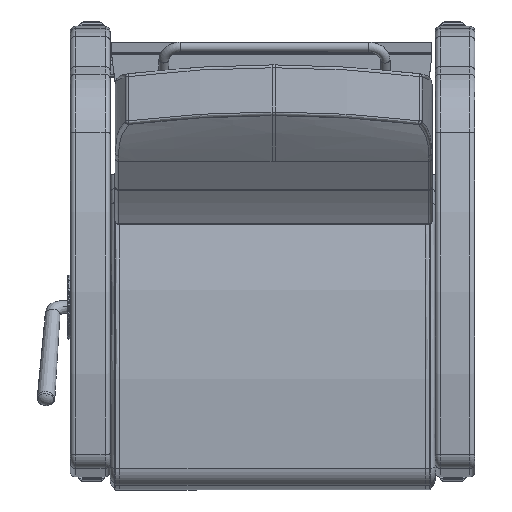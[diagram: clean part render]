
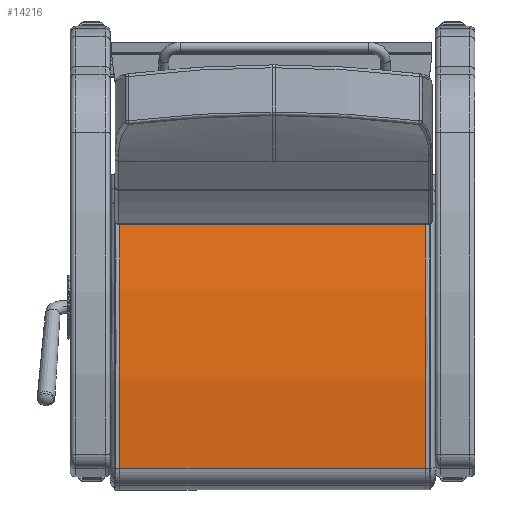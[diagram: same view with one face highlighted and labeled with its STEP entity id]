
A CAD part, front view. The second image highlights one B-rep face of the part: STEP entity #14216.
In plain terms, the highlighted free-form (B-spline) face has degree [1, 2] with [2, 3] control points.
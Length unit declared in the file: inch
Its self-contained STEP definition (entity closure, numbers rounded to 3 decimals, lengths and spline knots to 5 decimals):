
#443=(
BOUNDED_SURFACE()
B_SPLINE_SURFACE(1,2,((#35731,#35732,#35733),(#35734,#35735,#35736)),
 .UNSPECIFIED.,.F.,.F.,.F.)
B_SPLINE_SURFACE_WITH_KNOTS((2,2),(3,3),(-0.19254,0.19254),
(1.36178,1.69928),.UNSPECIFIED.)
GEOMETRIC_REPRESENTATION_ITEM()
RATIONAL_B_SPLINE_SURFACE(((1.,0.986,1.),(1.,0.986,
1.)))
REPRESENTATION_ITEM('')
SURFACE()
);
#908=ELLIPSE('',#15561,60.05357,60.);
#920=ELLIPSE('',#15603,60.05357,60.);
#1664=LINE('',#35730,#2574);
#1665=LINE('',#35737,#2575);
#2574=VECTOR('',#18226,0.3937);
#2575=VECTOR('',#18227,0.3937);
#3514=FACE_OUTER_BOUND('',#4459,.T.);
#4459=EDGE_LOOP('',(#10779,#10780,#10781,#10782));
#6590=VERTEX_POINT('',#34903);
#6591=VERTEX_POINT('',#34926);
#6631=VERTEX_POINT('',#35143);
#6632=VERTEX_POINT('',#35166);
#8054=EDGE_CURVE('',#6591,#6590,#908,.T.);
#8113=EDGE_CURVE('',#6632,#6631,#920,.T.);
#8193=EDGE_CURVE('',#6590,#6632,#1664,.T.);
#8194=EDGE_CURVE('',#6591,#6631,#1665,.T.);
#10779=ORIENTED_EDGE('',*,*,#8054,.F.);
#10780=ORIENTED_EDGE('',*,*,#8194,.T.);
#10781=ORIENTED_EDGE('',*,*,#8113,.F.);
#10782=ORIENTED_EDGE('',*,*,#8193,.F.);
#14216=ADVANCED_FACE('',(#3514),#443,.F.);
#15561=AXIS2_PLACEMENT_3D('',#34928,#17979,#17980);
#15603=AXIS2_PLACEMENT_3D('',#35168,#18088,#18089);
#17979=DIRECTION('center_axis',(0.,0.,-1.));
#17980=DIRECTION('ref_axis',(1.,0.,0.));
#18088=DIRECTION('center_axis',(0.,0.,1.));
#18089=DIRECTION('ref_axis',(1.,0.,0.));
#18226=DIRECTION('',(0.,0.,1.));
#18227=DIRECTION('',(0.,0.,1.));
#34903=CARTESIAN_POINT('',(10.1114,0.44486,-11.5625));
#34926=CARTESIAN_POINT('',(-10.04459,1.25621,-11.5625));
#34928=CARTESIAN_POINT('Origin',(-2.34979,-58.24922,-11.5625));
#35143=CARTESIAN_POINT('',(-10.04459,1.25621,11.5625));
#35166=CARTESIAN_POINT('',(10.1114,0.44486,11.5625));
#35168=CARTESIAN_POINT('Origin',(-2.34979,-58.24922,11.5625));
#35730=CARTESIAN_POINT('',(10.1114,0.44486,0.));
#35731=CARTESIAN_POINT('Ctrl Pts',(10.1114,0.44486,-11.5625));
#35732=CARTESIAN_POINT('Ctrl Pts',(0.10258,2.56602,-11.5625));
#35733=CARTESIAN_POINT('Ctrl Pts',(-10.04459,1.25621,-11.5625));
#35734=CARTESIAN_POINT('Ctrl Pts',(10.1114,0.44486,11.5625));
#35735=CARTESIAN_POINT('Ctrl Pts',(0.10258,2.56602,11.5625));
#35736=CARTESIAN_POINT('Ctrl Pts',(-10.04459,1.25621,11.5625));
#35737=CARTESIAN_POINT('',(-10.04459,1.25621,0.));
